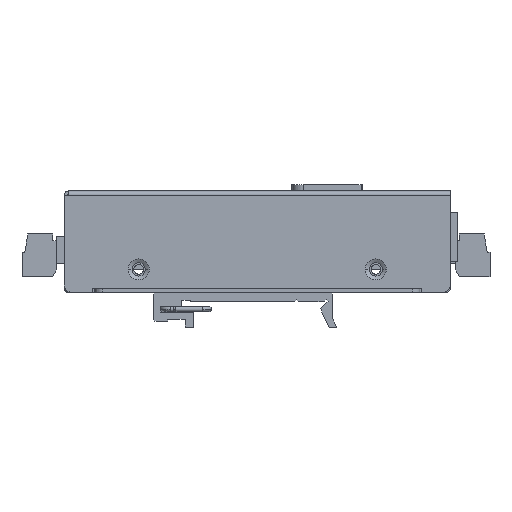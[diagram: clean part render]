
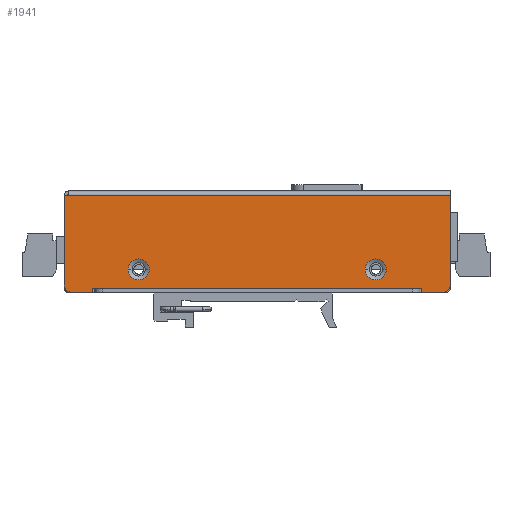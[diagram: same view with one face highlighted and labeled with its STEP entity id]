
A CAD part, left-side view. The second image highlights one B-rep face of the part: STEP entity #1941.
In plain terms, the highlighted planar face has unit normal (-1, 0, 0).
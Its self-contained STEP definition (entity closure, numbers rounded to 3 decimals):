
#115 = CARTESIAN_POINT ( 'NONE',  ( -36., -25.4, 43. ) ) ;
#1657 = CARTESIAN_POINT ( 'NONE',  ( -36., -20.5, 28.25 ) ) ;
#1691 = CARTESIAN_POINT ( 'NONE',  ( -36., -26.5, 0. ) ) ;
#1941 = ADVANCED_FACE ( 'NONE', ( #60918, #48347, #30637 ), #52891, .F. ) ;
#2397 = LINE ( 'NONE', #9687, #68951 ) ;
#2658 = DIRECTION ( 'NONE',  ( -1., 0., 0. ) ) ;
#3553 = LINE ( 'NONE', #115, #30544 ) ;
#3658 = DIRECTION ( 'NONE',  ( 0., 1., 0. ) ) ;
#3993 = VERTEX_POINT ( 'NONE', #46351 ) ;
#4207 = VERTEX_POINT ( 'NONE', #16131 ) ;
#4780 = LINE ( 'NONE', #56584, #58670 ) ;
#6690 = CIRCLE ( 'NONE', #6980, 2.75 ) ;
#6764 = VERTEX_POINT ( 'NONE', #18810 ) ;
#6980 = AXIS2_PLACEMENT_3D ( 'NONE', #31606, #69251, #36981 ) ;
#8130 = DIRECTION ( 'NONE',  ( 0., 0., 1. ) ) ;
#8168 = ORIENTED_EDGE ( 'NONE', *, *, #29522, .F. ) ;
#8242 = EDGE_CURVE ( 'NONE', #65520, #60021, #2397, .T. ) ;
#8947 = AXIS2_PLACEMENT_3D ( 'NONE', #68171, #35912, #3658 ) ;
#9687 = CARTESIAN_POINT ( 'NONE',  ( -36., -1.1, 50.5 ) ) ;
#14265 = AXIS2_PLACEMENT_3D ( 'NONE', #56611, #24398, #62068 ) ;
#15081 = DIRECTION ( 'NONE',  ( 0., 0., 1. ) ) ;
#15696 = VECTOR ( 'NONE', #27935, 1000. ) ;
#15739 = CIRCLE ( 'NONE', #62794, 2. ) ;
#15788 = ORIENTED_EDGE ( 'NONE', *, *, #57738, .T. ) ;
#15804 = CIRCLE ( 'NONE', #31660, 2.75 ) ;
#16131 = CARTESIAN_POINT ( 'NONE',  ( -36., -1.1, -50.5 ) ) ;
#16683 = CIRCLE ( 'NONE', #14265, 2.75 ) ;
#16839 = CARTESIAN_POINT ( 'NONE',  ( -36., 0., -50.5 ) ) ;
#17157 = DIRECTION ( 'NONE',  ( -1., 0., 0. ) ) ;
#17637 = ORIENTED_EDGE ( 'NONE', *, *, #52665, .F. ) ;
#17639 = VECTOR ( 'NONE', #50198, 1000. ) ;
#18746 = DIRECTION ( 'NONE',  ( -1., 0., 0. ) ) ;
#18810 = CARTESIAN_POINT ( 'NONE',  ( -36., -24.5, 50.5 ) ) ;
#20333 = ORIENTED_EDGE ( 'NONE', *, *, #37965, .T. ) ;
#21641 = EDGE_CURVE ( 'NONE', #44747, #3993, #28357, .T. ) ;
#21662 = CARTESIAN_POINT ( 'NONE',  ( -36., -24.5, -50.5 ) ) ;
#22270 = CARTESIAN_POINT ( 'NONE',  ( -36., -25.4, -42.5 ) ) ;
#22335 = EDGE_CURVE ( 'NONE', #24767, #35625, #15804, .T. ) ;
#22804 = EDGE_CURVE ( 'NONE', #32682, #6764, #15739, .T. ) ;
#23150 = VERTEX_POINT ( 'NONE', #41399 ) ;
#24113 = LINE ( 'NONE', #56458, #49394 ) ;
#24398 = DIRECTION ( 'NONE',  ( -1., 0., 0. ) ) ;
#24767 = VERTEX_POINT ( 'NONE', #1657 ) ;
#26070 = DIRECTION ( 'NONE',  ( 0., 1., 0. ) ) ;
#26142 = ORIENTED_EDGE ( 'NONE', *, *, #32411, .F. ) ;
#26324 = DIRECTION ( 'NONE',  ( 0., 1., 0. ) ) ;
#26497 = CIRCLE ( 'NONE', #8947, 2. ) ;
#27935 = DIRECTION ( 'NONE',  ( 0., -1., 0. ) ) ;
#28053 = EDGE_CURVE ( 'NONE', #47121, #33961, #16683, .T. ) ;
#28357 = LINE ( 'NONE', #60146, #15696 ) ;
#29522 = EDGE_CURVE ( 'NONE', #46784, #38376, #3553, .T. ) ;
#29688 = DIRECTION ( 'NONE',  ( 0., 1., 0. ) ) ;
#30331 = CARTESIAN_POINT ( 'NONE',  ( -36., -26.5, 43. ) ) ;
#30544 = VECTOR ( 'NONE', #32361, 1000. ) ;
#30637 = FACE_BOUND ( 'NONE', #68111, .T. ) ;
#30879 = VERTEX_POINT ( 'NONE', #22270 ) ;
#31606 = CARTESIAN_POINT ( 'NONE',  ( -36., -20.5, 31. ) ) ;
#31660 = AXIS2_PLACEMENT_3D ( 'NONE', #34900, #2658, #40336 ) ;
#31845 = ORIENTED_EDGE ( 'NONE', *, *, #35353, .F. ) ;
#32361 = DIRECTION ( 'NONE',  ( 0., 0., -1. ) ) ;
#32411 = EDGE_CURVE ( 'NONE', #4207, #65520, #4780, .T. ) ;
#32682 = VERTEX_POINT ( 'NONE', #69766 ) ;
#33172 = VECTOR ( 'NONE', #41969, 1000. ) ;
#33961 = VERTEX_POINT ( 'NONE', #60174 ) ;
#34034 = ORIENTED_EDGE ( 'NONE', *, *, #28053, .F. ) ;
#34091 = AXIS2_PLACEMENT_3D ( 'NONE', #51019, #18746, #56385 ) ;
#34171 = ORIENTED_EDGE ( 'NONE', *, *, #51332, .T. ) ;
#34900 = CARTESIAN_POINT ( 'NONE',  ( -36., -20.5, 31. ) ) ;
#35353 = EDGE_CURVE ( 'NONE', #35625, #24767, #6690, .T. ) ;
#35625 = VERTEX_POINT ( 'NONE', #61688 ) ;
#35912 = DIRECTION ( 'NONE',  ( -1., 0., 0. ) ) ;
#36663 = CARTESIAN_POINT ( 'NONE',  ( -36., 0., 0. ) ) ;
#36981 = DIRECTION ( 'NONE',  ( 0., 0., 1. ) ) ;
#37965 = EDGE_CURVE ( 'NONE', #65412, #23150, #26497, .T. ) ;
#38376 = VERTEX_POINT ( 'NONE', #56545 ) ;
#38553 = DIRECTION ( 'NONE',  ( 0., -1., 0. ) ) ;
#39794 = ORIENTED_EDGE ( 'NONE', *, *, #61775, .F. ) ;
#40336 = DIRECTION ( 'NONE',  ( 0., 0., 1. ) ) ;
#41237 = EDGE_CURVE ( 'NONE', #30879, #44747, #50344, .T. ) ;
#41399 = CARTESIAN_POINT ( 'NONE',  ( -36., -26.5, -48.5 ) ) ;
#41889 = ORIENTED_EDGE ( 'NONE', *, *, #8242, .F. ) ;
#41969 = DIRECTION ( 'NONE',  ( 0., 0., -1. ) ) ;
#42285 = ORIENTED_EDGE ( 'NONE', *, *, #60432, .T. ) ;
#43134 = AXIS2_PLACEMENT_3D ( 'NONE', #36663, #58309, #26070 ) ;
#44747 = VERTEX_POINT ( 'NONE', #47526 ) ;
#46200 = VECTOR ( 'NONE', #38553, 1000. ) ;
#46351 = CARTESIAN_POINT ( 'NONE',  ( -36., -26.5, -43. ) ) ;
#46784 = VERTEX_POINT ( 'NONE', #47263 ) ;
#47121 = VERTEX_POINT ( 'NONE', #61064 ) ;
#47263 = CARTESIAN_POINT ( 'NONE',  ( -36., -25.4, 43. ) ) ;
#47514 = LINE ( 'NONE', #68828, #33172 ) ;
#47524 = ORIENTED_EDGE ( 'NONE', *, *, #64772, .T. ) ;
#47526 = CARTESIAN_POINT ( 'NONE',  ( -36., -25.4, -43. ) ) ;
#48347 = FACE_OUTER_BOUND ( 'NONE', #59799, .T. ) ;
#49394 = VECTOR ( 'NONE', #29688, 1000. ) ;
#49466 = CARTESIAN_POINT ( 'NONE',  ( -36., -24.5, 48.5 ) ) ;
#50198 = DIRECTION ( 'NONE',  ( 0., 0., 1. ) ) ;
#50344 = LINE ( 'NONE', #67262, #64646 ) ;
#51019 = CARTESIAN_POINT ( 'NONE',  ( -36., -20.5, -31. ) ) ;
#51332 = EDGE_CURVE ( 'NONE', #4207, #65412, #60480, .T. ) ;
#52665 = EDGE_CURVE ( 'NONE', #61062, #46784, #52802, .T. ) ;
#52802 = LINE ( 'NONE', #69404, #65472 ) ;
#52891 = PLANE ( 'NONE',  #43134 ) ;
#53049 = LINE ( 'NONE', #1691, #17639 ) ;
#54817 = ORIENTED_EDGE ( 'NONE', *, *, #22804, .T. ) ;
#54823 = CARTESIAN_POINT ( 'NONE',  ( -36., -1.1, -49.4 ) ) ;
#54831 = DIRECTION ( 'NONE',  ( 0., 1., 0. ) ) ;
#56385 = DIRECTION ( 'NONE',  ( 0., 0., 1. ) ) ;
#56458 = CARTESIAN_POINT ( 'NONE',  ( -36., 0., 50.5 ) ) ;
#56545 = CARTESIAN_POINT ( 'NONE',  ( -36., -25.4, 42.5 ) ) ;
#56584 = CARTESIAN_POINT ( 'NONE',  ( -36., -1.1, 50.5 ) ) ;
#56611 = CARTESIAN_POINT ( 'NONE',  ( -36., -20.5, -31. ) ) ;
#57738 = EDGE_CURVE ( 'NONE', #61062, #32682, #53049, .T. ) ;
#58309 = DIRECTION ( 'NONE',  ( 1., 0., 0. ) ) ;
#58670 = VECTOR ( 'NONE', #8130, 1000. ) ;
#59398 = CARTESIAN_POINT ( 'NONE',  ( -36., -26.5, 0. ) ) ;
#59501 = ORIENTED_EDGE ( 'NONE', *, *, #41237, .F. ) ;
#59713 = EDGE_LOOP ( 'NONE', ( #31845, #63662 ) ) ;
#59799 = EDGE_LOOP ( 'NONE', ( #34171, #20333, #47524, #60493, #59501, #39794, #8168, #17637, #15788, #54817, #42285, #41889, #26142 ) ) ;
#60021 = VERTEX_POINT ( 'NONE', #60210 ) ;
#60146 = CARTESIAN_POINT ( 'NONE',  ( -36., -25.4, -43. ) ) ;
#60174 = CARTESIAN_POINT ( 'NONE',  ( -36., -20.5, -28.25 ) ) ;
#60210 = CARTESIAN_POINT ( 'NONE',  ( -36., -1.1, 50.5 ) ) ;
#60432 = EDGE_CURVE ( 'NONE', #6764, #60021, #24113, .T. ) ;
#60480 = LINE ( 'NONE', #16839, #46200 ) ;
#60493 = ORIENTED_EDGE ( 'NONE', *, *, #21641, .F. ) ;
#60918 = FACE_BOUND ( 'NONE', #59713, .T. ) ;
#61062 = VERTEX_POINT ( 'NONE', #30331 ) ;
#61064 = CARTESIAN_POINT ( 'NONE',  ( -36., -20.5, -33.75 ) ) ;
#61688 = CARTESIAN_POINT ( 'NONE',  ( -36., -20.5, 33.75 ) ) ;
#61775 = EDGE_CURVE ( 'NONE', #38376, #30879, #47514, .T. ) ;
#61854 = DIRECTION ( 'NONE',  ( 0., 0., -1. ) ) ;
#62068 = DIRECTION ( 'NONE',  ( 0., 0., 1. ) ) ;
#62794 = AXIS2_PLACEMENT_3D ( 'NONE', #49466, #17157, #54831 ) ;
#62826 = EDGE_CURVE ( 'NONE', #33961, #47121, #64179, .T. ) ;
#63378 = VECTOR ( 'NONE', #64834, 1000. ) ;
#63662 = ORIENTED_EDGE ( 'NONE', *, *, #22335, .F. ) ;
#64179 = CIRCLE ( 'NONE', #34091, 2.75 ) ;
#64646 = VECTOR ( 'NONE', #61854, 1000. ) ;
#64772 = EDGE_CURVE ( 'NONE', #23150, #3993, #65046, .T. ) ;
#64834 = DIRECTION ( 'NONE',  ( 0., 0., 1. ) ) ;
#65046 = LINE ( 'NONE', #59398, #63378 ) ;
#65412 = VERTEX_POINT ( 'NONE', #21662 ) ;
#65472 = VECTOR ( 'NONE', #26324, 1000. ) ;
#65520 = VERTEX_POINT ( 'NONE', #54823 ) ;
#66622 = ORIENTED_EDGE ( 'NONE', *, *, #62826, .F. ) ;
#67262 = CARTESIAN_POINT ( 'NONE',  ( -36., -25.4, -42.5 ) ) ;
#68111 = EDGE_LOOP ( 'NONE', ( #66622, #34034 ) ) ;
#68171 = CARTESIAN_POINT ( 'NONE',  ( -36., -24.5, -48.5 ) ) ;
#68828 = CARTESIAN_POINT ( 'NONE',  ( -36., -25.4, 42.5 ) ) ;
#68951 = VECTOR ( 'NONE', #15081, 1000. ) ;
#69251 = DIRECTION ( 'NONE',  ( -1., 0., 0. ) ) ;
#69404 = CARTESIAN_POINT ( 'NONE',  ( -36., -26.5, 43. ) ) ;
#69766 = CARTESIAN_POINT ( 'NONE',  ( -36., -26.5, 48.5 ) ) ;
